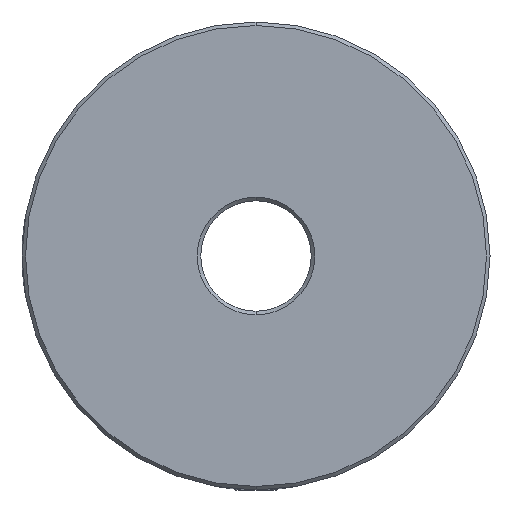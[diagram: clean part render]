
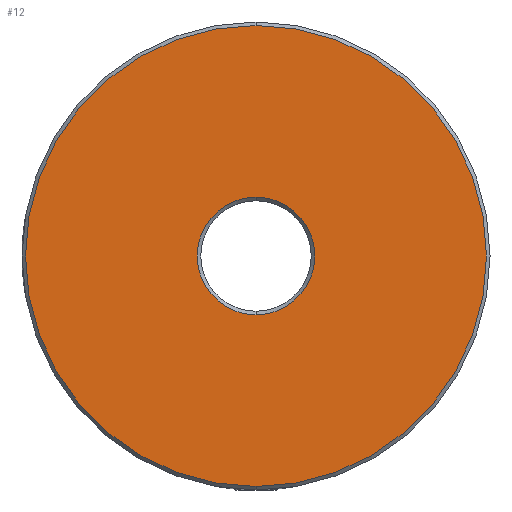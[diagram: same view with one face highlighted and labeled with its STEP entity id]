
A CAD part, left-side view. The second image highlights one B-rep face of the part: STEP entity #12.
In plain terms, the highlighted planar face has unit normal (-1, 0, 0).
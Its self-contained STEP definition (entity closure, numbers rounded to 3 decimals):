
#12 = ADVANCED_FACE ( 'NONE', ( #940, #930 ), #2877, .F. ) ;
#157 = ORIENTED_EDGE ( 'NONE', *, *, #654, .T. ) ;
#158 = ORIENTED_EDGE ( 'NONE', *, *, #625, .T. ) ;
#159 = ORIENTED_EDGE ( 'NONE', *, *, #1885, .T. ) ;
#160 = ORIENTED_EDGE ( 'NONE', *, *, #655, .T. ) ;
#540 = EDGE_LOOP ( 'NONE', ( #157, #158 ) ) ;
#555 = EDGE_LOOP ( 'NONE', ( #159, #160 ) ) ;
#625 = EDGE_CURVE ( 'NONE', #2814, #2815, #1099, .T. ) ;
#654 = EDGE_CURVE ( 'NONE', #2815, #2814, #1120, .T. ) ;
#655 = EDGE_CURVE ( 'NONE', #2812, #2813, #1122, .T. ) ;
#779 = AXIS2_PLACEMENT_3D ( 'NONE', #2883, #2891, #2892 ) ;
#852 = AXIS2_PLACEMENT_3D ( 'NONE', #1346, #1347, #1348 ) ;
#866 = AXIS2_PLACEMENT_3D ( 'NONE', #1608, #1610, #1611 ) ;
#867 = AXIS2_PLACEMENT_3D ( 'NONE', #1605, #1613, #1614 ) ;
#895 = AXIS2_PLACEMENT_3D ( 'NONE', #2174, #2176, #2177 ) ;
#930 = FACE_BOUND ( 'NONE', #555, .T. ) ;
#940 = FACE_OUTER_BOUND ( 'NONE', #540, .T. ) ;
#1099 = CIRCLE ( 'NONE', #852, 25.019 ) ;
#1120 = CIRCLE ( 'NONE', #866, 25.019 ) ;
#1122 = CIRCLE ( 'NONE', #867, 6.381 ) ;
#1346 = CARTESIAN_POINT ( 'NONE',  ( -25.4, 0., 0. ) ) ;
#1347 = DIRECTION ( 'NONE',  ( -1., 0., 0. ) ) ;
#1348 = DIRECTION ( 'NONE',  ( 0., 0., -1. ) ) ;
#1605 = CARTESIAN_POINT ( 'NONE',  ( -25.4, 0., 0. ) ) ;
#1608 = CARTESIAN_POINT ( 'NONE',  ( -25.4, 0., 0. ) ) ;
#1610 = DIRECTION ( 'NONE',  ( -1., 0., 0. ) ) ;
#1611 = DIRECTION ( 'NONE',  ( 0., 0., -1. ) ) ;
#1613 = DIRECTION ( 'NONE',  ( 1., 0., 0. ) ) ;
#1614 = DIRECTION ( 'NONE',  ( 0., 0., -1. ) ) ;
#1885 = EDGE_CURVE ( 'NONE', #2813, #2812, #2055, .T. ) ;
#2055 = CIRCLE ( 'NONE', #895, 6.381 ) ;
#2174 = CARTESIAN_POINT ( 'NONE',  ( -25.4, 0., 0. ) ) ;
#2176 = DIRECTION ( 'NONE',  ( 1., 0., 0. ) ) ;
#2177 = DIRECTION ( 'NONE',  ( 0., 0., -1. ) ) ;
#2596 = CARTESIAN_POINT ( 'NONE',  ( -25.4, 0., -6.381 ) ) ;
#2597 = CARTESIAN_POINT ( 'NONE',  ( -25.4, 0., 6.381 ) ) ;
#2598 = CARTESIAN_POINT ( 'NONE',  ( -25.4, 0., 25.019 ) ) ;
#2599 = CARTESIAN_POINT ( 'NONE',  ( -25.4, 0., -25.019 ) ) ;
#2812 = VERTEX_POINT ( 'NONE', #2596 ) ;
#2813 = VERTEX_POINT ( 'NONE', #2597 ) ;
#2814 = VERTEX_POINT ( 'NONE', #2598 ) ;
#2815 = VERTEX_POINT ( 'NONE', #2599 ) ;
#2877 = PLANE ( 'NONE',  #779 ) ;
#2883 = CARTESIAN_POINT ( 'NONE',  ( -25.4, 0., 0. ) ) ;
#2891 = DIRECTION ( 'NONE',  ( 1., 0., 0. ) ) ;
#2892 = DIRECTION ( 'NONE',  ( 0., 0., -1. ) ) ;
